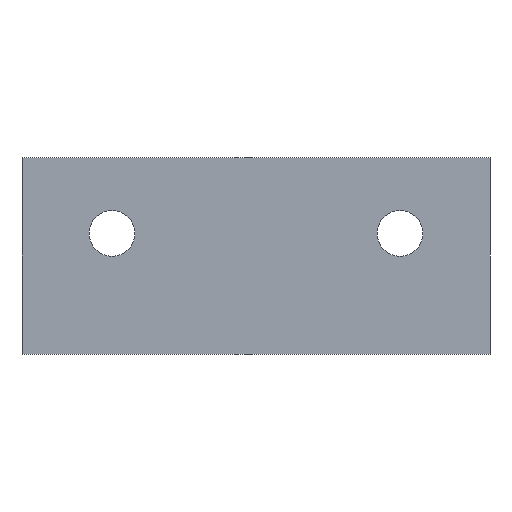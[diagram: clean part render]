
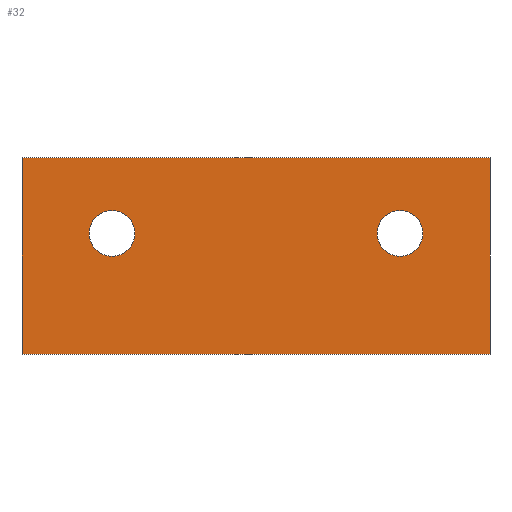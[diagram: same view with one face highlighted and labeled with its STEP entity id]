
A CAD part, front view. The second image highlights one B-rep face of the part: STEP entity #32.
In plain terms, the highlighted planar face has unit normal (0, -1, 0).
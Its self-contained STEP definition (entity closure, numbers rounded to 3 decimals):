
#32 = ADVANCED_FACE( '', ( #65, #66, #67 ), #68, .T. );
#65 = FACE_BOUND( '', #102, .T. );
#66 = FACE_BOUND( '', #103, .T. );
#67 = FACE_OUTER_BOUND( '', #104, .T. );
#68 = PLANE( '', #105 );
#102 = EDGE_LOOP( '', ( #133 ) );
#103 = EDGE_LOOP( '', ( #134 ) );
#104 = EDGE_LOOP( '', ( #135, #136, #137, #138 ) );
#105 = AXIS2_PLACEMENT_3D( '', #139, #140, #141 );
#133 = ORIENTED_EDGE( '', *, *, #197, .T. );
#134 = ORIENTED_EDGE( '', *, *, #198, .T. );
#135 = ORIENTED_EDGE( '', *, *, #199, .T. );
#136 = ORIENTED_EDGE( '', *, *, #200, .T. );
#137 = ORIENTED_EDGE( '', *, *, #201, .T. );
#138 = ORIENTED_EDGE( '', *, *, #202, .T. );
#139 = CARTESIAN_POINT( '', ( -35.75, 0., -15. ) );
#140 = DIRECTION( '', ( 0., -1., 0. ) );
#141 = DIRECTION( '', ( 0., 0., -1. ) );
#197 = EDGE_CURVE( '', #221, #221, #222, .T. );
#198 = EDGE_CURVE( '', #223, #223, #224, .T. );
#199 = EDGE_CURVE( '', #225, #226, #227, .T. );
#200 = EDGE_CURVE( '', #226, #228, #229, .T. );
#201 = EDGE_CURVE( '', #228, #230, #231, .T. );
#202 = EDGE_CURVE( '', #230, #225, #232, .T. );
#221 = VERTEX_POINT( '', #257 );
#222 = CIRCLE( '', #258, 3.5 );
#223 = VERTEX_POINT( '', #259 );
#224 = CIRCLE( '', #260, 3.5 );
#225 = VERTEX_POINT( '', #261 );
#226 = VERTEX_POINT( '', #262 );
#227 = LINE( '', #263, #264 );
#228 = VERTEX_POINT( '', #265 );
#229 = LINE( '', #266, #267 );
#230 = VERTEX_POINT( '', #268 );
#231 = LINE( '', #269, #270 );
#232 = LINE( '', #271, #272 );
#257 = CARTESIAN_POINT( '', ( -22., 0., -0.05 ) );
#258 = AXIS2_PLACEMENT_3D( '', #304, #305, #306 );
#259 = CARTESIAN_POINT( '', ( 22., 0., -0.05 ) );
#260 = AXIS2_PLACEMENT_3D( '', #307, #308, #309 );
#261 = CARTESIAN_POINT( '', ( -35.75, 0., 15. ) );
#262 = CARTESIAN_POINT( '', ( -35.75, 0., -15. ) );
#263 = CARTESIAN_POINT( '', ( -35.75, 0., 15. ) );
#264 = VECTOR( '', #310, 1000. );
#265 = CARTESIAN_POINT( '', ( 35.75, 0., -15. ) );
#266 = CARTESIAN_POINT( '', ( -35.75, 0., -15. ) );
#267 = VECTOR( '', #311, 1000. );
#268 = CARTESIAN_POINT( '', ( 35.75, 0., 15. ) );
#269 = CARTESIAN_POINT( '', ( 35.75, 0., -15. ) );
#270 = VECTOR( '', #312, 1000. );
#271 = CARTESIAN_POINT( '', ( 35.75, 0., 15. ) );
#272 = VECTOR( '', #313, 1000. );
#304 = CARTESIAN_POINT( '', ( -22., 0., 3.45 ) );
#305 = DIRECTION( '', ( 0., 1., 0. ) );
#306 = DIRECTION( '', ( 0., 0., -1. ) );
#307 = CARTESIAN_POINT( '', ( 22., 0., 3.45 ) );
#308 = DIRECTION( '', ( 0., 1., 0. ) );
#309 = DIRECTION( '', ( 0., 0., -1. ) );
#310 = DIRECTION( '', ( 0., 0., -1. ) );
#311 = DIRECTION( '', ( 1., 0., 0. ) );
#312 = DIRECTION( '', ( 0., 0., 1. ) );
#313 = DIRECTION( '', ( -1., 0., 0. ) );
